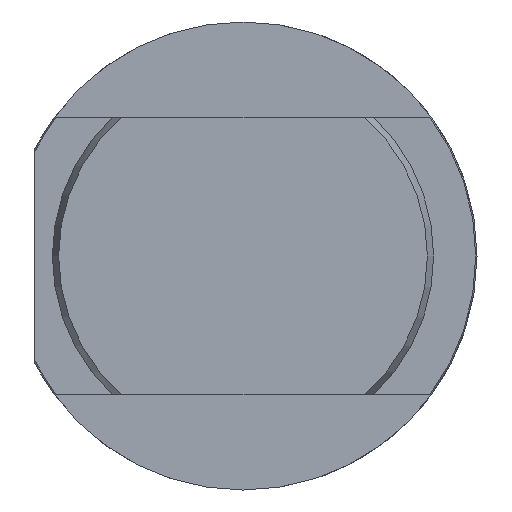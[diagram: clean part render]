
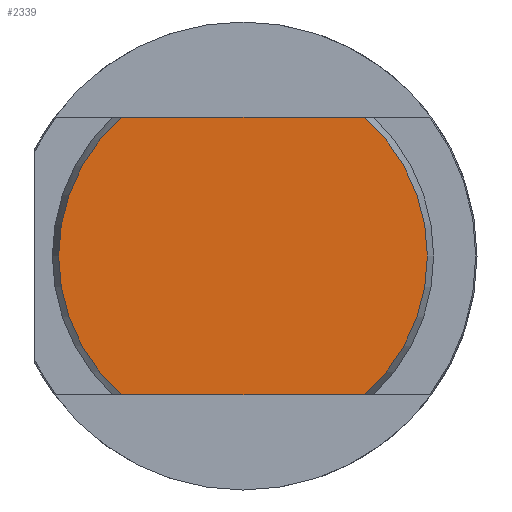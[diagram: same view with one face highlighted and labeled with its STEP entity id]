
A CAD part, left-side view. The second image highlights one B-rep face of the part: STEP entity #2339.
In plain terms, the highlighted planar face has unit normal (-1, 0, 0).
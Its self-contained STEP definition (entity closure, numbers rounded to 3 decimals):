
#269 = CARTESIAN_POINT ( 'NONE',  ( 0., 7.009, -8. ) ) ;
#837 = CARTESIAN_POINT ( 'NONE',  ( 0., 0., 0. ) ) ;
#838 = PLANE ( 'NONE',  #1200 ) ;
#840 = DIRECTION ( 'NONE',  ( 1., 0., 0. ) ) ;
#841 = DIRECTION ( 'NONE',  ( 0., 0., -1. ) ) ;
#926 = CARTESIAN_POINT ( 'NONE',  ( 0., 7.009, 8. ) ) ;
#1006 = CARTESIAN_POINT ( 'NONE',  ( 0., -7.009, 8. ) ) ;
#1029 = CARTESIAN_POINT ( 'NONE',  ( 0., -7.009, -8. ) ) ;
#1200 = AXIS2_PLACEMENT_3D ( 'NONE', #837, #840, #841 ) ;
#1255 = ORIENTED_EDGE ( 'NONE', *, *, #1381, .T. ) ;
#1256 = ORIENTED_EDGE ( 'NONE', *, *, #1395, .F. ) ;
#1280 = ORIENTED_EDGE ( 'NONE', *, *, #1396, .T. ) ;
#1381 = EDGE_CURVE ( 'NONE', #4027, #4003, #2639, .T. ) ;
#1395 = EDGE_CURVE ( 'NONE', #4027, #2178, #2650, .T. ) ;
#1396 = EDGE_CURVE ( 'NONE', #3922, #2178, #2654, .T. ) ;
#1398 = EDGE_CURVE ( 'NONE', #3922, #4003, #2648, .T. ) ;
#1545 = AXIS2_PLACEMENT_3D ( 'NONE', #3899, #3867, #3868 ) ;
#1593 = AXIS2_PLACEMENT_3D ( 'NONE', #3781, #3788, #3426 ) ;
#1663 = ORIENTED_EDGE ( 'NONE', *, *, #1398, .F. ) ;
#2091 = EDGE_LOOP ( 'NONE', ( #1280, #1256, #1255, #1663 ) ) ;
#2178 = VERTEX_POINT ( 'NONE', #269 ) ;
#2339 = ADVANCED_FACE ( 'NONE', ( #3101 ), #838, .F. ) ;
#2639 = CIRCLE ( 'NONE', #1545, 10.636 ) ;
#2643 = VECTOR ( 'NONE', #3717, 1000. ) ;
#2648 = LINE ( 'NONE', #3343, #2653 ) ;
#2650 = LINE ( 'NONE', #3349, #2643 ) ;
#2653 = VECTOR ( 'NONE', #3785, 1000. ) ;
#2654 = CIRCLE ( 'NONE', #1593, 10.636 ) ;
#3101 = FACE_OUTER_BOUND ( 'NONE', #2091, .T. ) ;
#3343 = CARTESIAN_POINT ( 'NONE',  ( 0., 12.75, 8. ) ) ;
#3349 = CARTESIAN_POINT ( 'NONE',  ( 0., 12.75, -8. ) ) ;
#3426 = DIRECTION ( 'NONE',  ( 0., 0., -1. ) ) ;
#3717 = DIRECTION ( 'NONE',  ( 0., 1., 0. ) ) ;
#3781 = CARTESIAN_POINT ( 'NONE',  ( 0., 0., 0. ) ) ;
#3785 = DIRECTION ( 'NONE',  ( 0., -1., 0. ) ) ;
#3788 = DIRECTION ( 'NONE',  ( -1., 0., 0. ) ) ;
#3867 = DIRECTION ( 'NONE',  ( -1., 0., 0. ) ) ;
#3868 = DIRECTION ( 'NONE',  ( 0., 0., -1. ) ) ;
#3899 = CARTESIAN_POINT ( 'NONE',  ( 0., 0., 0. ) ) ;
#3922 = VERTEX_POINT ( 'NONE', #926 ) ;
#4003 = VERTEX_POINT ( 'NONE', #1006 ) ;
#4027 = VERTEX_POINT ( 'NONE', #1029 ) ;
